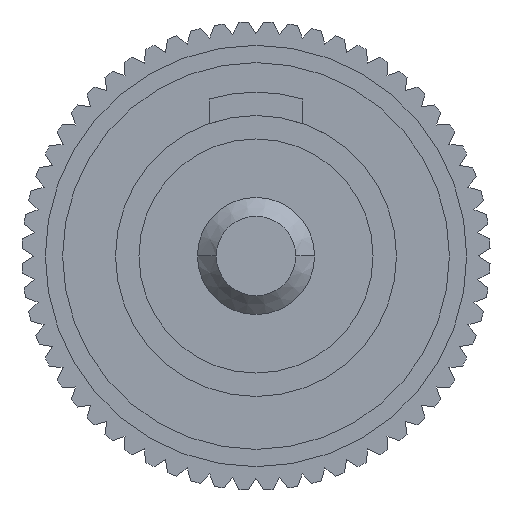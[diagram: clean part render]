
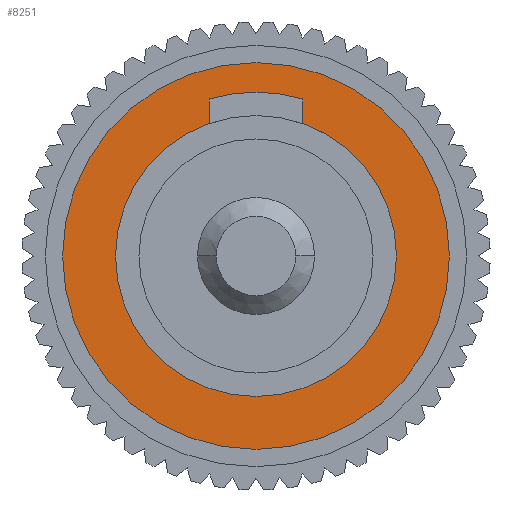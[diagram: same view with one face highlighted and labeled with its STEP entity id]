
A CAD part, left-side view. The second image highlights one B-rep face of the part: STEP entity #8251.
In plain terms, the highlighted face is planar.
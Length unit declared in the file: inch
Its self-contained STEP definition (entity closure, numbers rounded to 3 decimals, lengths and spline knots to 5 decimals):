
#136 = CARTESIAN_POINT ( 'NONE',  ( 0., 0., 2.81496 ) ) ;
#478 = VERTEX_POINT ( 'NONE', #2688 ) ;
#790 = CARTESIAN_POINT ( 'NONE',  ( -0.16258, 0., 2.81496 ) ) ;
#1275 = DIRECTION ( 'NONE',  ( 1., 0., 0. ) ) ;
#1413 = VERTEX_POINT ( 'NONE', #7811 ) ;
#1458 = EDGE_LOOP ( 'NONE', ( #7818, #7624 ) ) ;
#1711 = CARTESIAN_POINT ( 'NONE',  ( 0.11811, 0., 2.81496 ) ) ;
#1743 = DIRECTION ( 'NONE',  ( 1., 0., 0. ) ) ;
#1798 = DIRECTION ( 'NONE',  ( 0., 0., 1. ) ) ;
#1913 = VERTEX_POINT ( 'NONE', #790 ) ;
#2136 = AXIS2_PLACEMENT_3D ( 'NONE', #4216, #3499, #1275 ) ;
#2159 = CIRCLE ( 'NONE', #5289, 0.16258 ) ;
#2688 = CARTESIAN_POINT ( 'NONE',  ( 0.16258, 0., 2.81496 ) ) ;
#2846 = DIRECTION ( 'NONE',  ( 0., 0., 1. ) ) ;
#3179 = DIRECTION ( 'NONE',  ( 1., 0., 0. ) ) ;
#3499 = DIRECTION ( 'NONE',  ( 0., 0., 1. ) ) ;
#4216 = CARTESIAN_POINT ( 'NONE',  ( 0., 0., 2.81496 ) ) ;
#4451 = AXIS2_PLACEMENT_3D ( 'NONE', #9812, #5927, #4539 ) ;
#4539 = DIRECTION ( 'NONE',  ( 1., 0., 0. ) ) ;
#4659 = ORIENTED_EDGE ( 'NONE', *, *, #8787, .T. ) ;
#4777 = DIRECTION ( 'NONE',  ( 0., 0., 1. ) ) ;
#4779 = CIRCLE ( 'NONE', #4451, 0.11811 ) ;
#5182 = EDGE_CURVE ( 'NONE', #1413, #6091, #5623, .T. ) ;
#5289 = AXIS2_PLACEMENT_3D ( 'NONE', #9174, #2846, #7538 ) ;
#5623 = CIRCLE ( 'NONE', #6951, 0.11811 ) ;
#5913 = ORIENTED_EDGE ( 'NONE', *, *, #9990, .T. ) ;
#5927 = DIRECTION ( 'NONE',  ( 0., 0., 1. ) ) ;
#6091 = VERTEX_POINT ( 'NONE', #1711 ) ;
#6438 = CIRCLE ( 'NONE', #8391, 0.16258 ) ;
#6700 = FACE_BOUND ( 'NONE', #1458, .T. ) ;
#6806 = PLANE ( 'NONE',  #2136 ) ;
#6951 = AXIS2_PLACEMENT_3D ( 'NONE', #9611, #1798, #1743 ) ;
#7538 = DIRECTION ( 'NONE',  ( 1., 0., 0. ) ) ;
#7624 = ORIENTED_EDGE ( 'NONE', *, *, #9379, .F. ) ;
#7811 = CARTESIAN_POINT ( 'NONE',  ( -0.11811, 0., 2.81496 ) ) ;
#7818 = ORIENTED_EDGE ( 'NONE', *, *, #5182, .F. ) ;
#8251 = ADVANCED_FACE ( 'NONE', ( #6700, #9809 ), #6806, .T. ) ;
#8391 = AXIS2_PLACEMENT_3D ( 'NONE', #136, #4777, #3179 ) ;
#8787 = EDGE_CURVE ( 'NONE', #1913, #478, #6438, .T. ) ;
#9174 = CARTESIAN_POINT ( 'NONE',  ( 0., 0., 2.81496 ) ) ;
#9345 = EDGE_LOOP ( 'NONE', ( #5913, #4659 ) ) ;
#9379 = EDGE_CURVE ( 'NONE', #6091, #1413, #4779, .T. ) ;
#9611 = CARTESIAN_POINT ( 'NONE',  ( 0., 0., 2.81496 ) ) ;
#9809 = FACE_OUTER_BOUND ( 'NONE', #9345, .T. ) ;
#9812 = CARTESIAN_POINT ( 'NONE',  ( 0., 0., 2.81496 ) ) ;
#9990 = EDGE_CURVE ( 'NONE', #478, #1913, #2159, .T. ) ;
